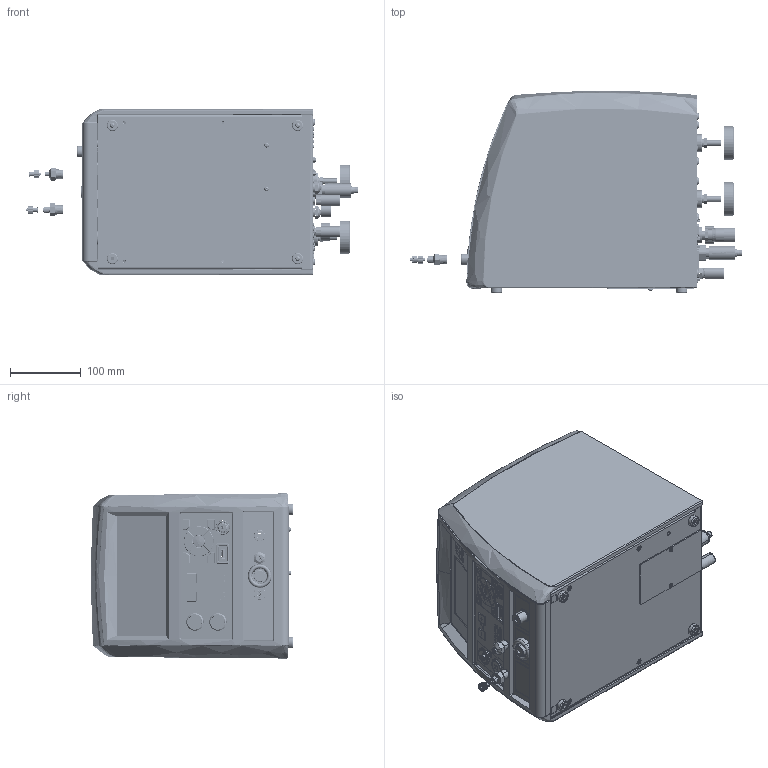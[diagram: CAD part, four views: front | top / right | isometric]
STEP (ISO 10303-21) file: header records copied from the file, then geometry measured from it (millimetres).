
FILE_DESCRIPTION (( 'STEP AP214' ), '1' );
FILE_NAME ('Sentinel Blackbelt (3D STEP).STEP', '2021-11-30T17:06:10', ( '' ), ( '' ), 'SwSTEP 2.0', 'SolidWorks 2021', '' );
FILE_SCHEMA (( 'AUTOMOTIVE_DESIGN' ));
Length unit declared in the file: inch
Products named in the file (1): Sentinel Blackbelt (3D STEP)
Bounding box: 470.93 x 286.99 x 234.26 mm (x, y, z)
Surface area: 744977.9 mm2 (no closed solid volume)
Topology: 0 solids, 410 shells, 1986 faces, 12983 edges, 11261 vertices
Faces by surface type: plane 779, cylinder 695, cone 213, torus 132, bspline 105, sphere 62
Entity records: 173203 total; most frequent: CARTESIAN_POINT 51549, DIRECTION 20493, ORIENTED_EDGE 15927, EDGE_CURVE 12966, VERTEX_POINT 11260, AXIS2_PLACEMENT_3D 7755, CIRCLE 5873, LINE 4983
